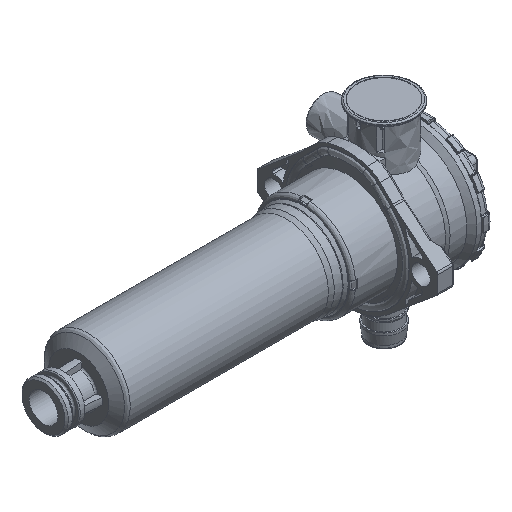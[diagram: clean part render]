
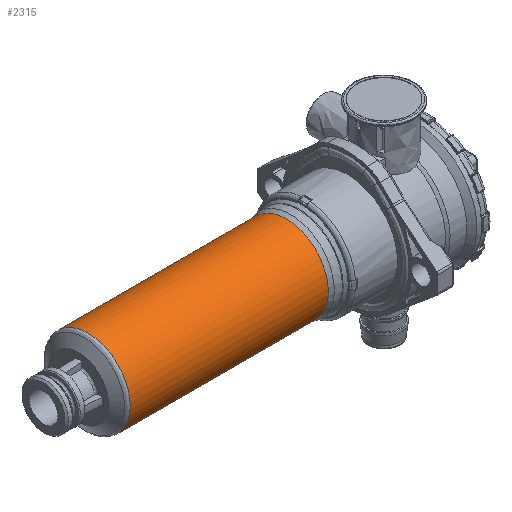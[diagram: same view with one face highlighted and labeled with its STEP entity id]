
A CAD part, isometric view. The second image highlights one B-rep face of the part: STEP entity #2315.
In plain terms, the highlighted free-form (B-spline) face has degree [2, 1] with [7, 2] control points.
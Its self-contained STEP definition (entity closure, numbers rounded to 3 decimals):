
#2228=CARTESIAN_POINT('V137',(-155.072,
   25.249,-0.126));
#2229=VERTEX_POINT('V137',#2228);
#2243=CARTESIAN_POINT('E182',(-155.072,
   25.249,-0.126));
#2244=CARTESIAN_POINT('E182',(-155.072,
   25.249,43.609));
#2245=CARTESIAN_POINT('E182',(-155.072,
   -12.626,21.741));
#2246=CARTESIAN_POINT('E182',(-155.072,
   -50.501,-0.126));
#2247=CARTESIAN_POINT('E182',(-155.072,
   -12.626,-21.993));
#2248=CARTESIAN_POINT('E182',(-155.072,
   25.249,-43.86));
#2249=CARTESIAN_POINT('E182',(-155.072,
   25.249,-0.126));
#2257=(BOUNDED_CURVE()B_SPLINE_CURVE(2,(#2243,#2244,#2245,#2246,
   #2247,#2248,#2249),.CIRCULAR_ARC.,.T.,.U.)
   B_SPLINE_CURVE_WITH_KNOTS((3,2,2,3),(0.0,0.738,
   1.477,2.215),.UNSPECIFIED.)CURVE()
   GEOMETRIC_REPRESENTATION_ITEM()RATIONAL_B_SPLINE_CURVE((1.0,
   0.5,1.0,0.5,1.0,0.5,1.0)
   )REPRESENTATION_ITEM('E182'));
#2258=EDGE_CURVE('E182',#2229,#2229,#2257,.T.);
#2265=CARTESIAN_POINT('F56',(-36.61,25.249,
   -0.126));
#2266=CARTESIAN_POINT('F56',(-36.61,25.249,
   -43.86));
#2267=CARTESIAN_POINT('F56',(-36.61,-12.626,
   -21.993));
#2268=CARTESIAN_POINT('F56',(-36.61,-50.501,
   -0.126));
#2269=CARTESIAN_POINT('F56',(-36.61,-12.626,
   21.741));
#2270=CARTESIAN_POINT('F56',(-36.61,25.249,
   43.609));
#2271=CARTESIAN_POINT('F56',(-36.61,25.249,
   -0.126));
#2272=CARTESIAN_POINT('F56',(-155.072,25.249,
   -0.126));
#2273=CARTESIAN_POINT('F56',(-155.072,25.249,
   -43.86));
#2274=CARTESIAN_POINT('F56',(-155.072,
   -12.626,-21.993));
#2275=CARTESIAN_POINT('F56',(-155.072,
   -50.501,-0.126));
#2276=CARTESIAN_POINT('F56',(-155.072,
   -12.626,21.741));
#2277=CARTESIAN_POINT('F56',(-155.072,25.249,
   43.609));
#2278=CARTESIAN_POINT('F56',(-155.072,25.249,
   -0.126));
#2286=(BOUNDED_SURFACE()B_SPLINE_SURFACE(2,1,((#2265,#2272),(
   #2266,#2273),(#2267,#2274),(#2268,#2275),(#2269,#2276),(
   #2270,#2277),(#2271,#2278)),.CYLINDRICAL_SURF.,.T.,.F.,.U.)
   B_SPLINE_SURFACE_WITH_KNOTS((3,2,2,3),(2,2),(0.0,
   0.738,1.477,2.215),(0.0,1.0),
   .UNSPECIFIED.)GEOMETRIC_REPRESENTATION_ITEM()
   RATIONAL_B_SPLINE_SURFACE(((1.0,1.0),(0.5,
   0.5),(1.0,1.0),(0.5,
   0.5),(1.0,1.0),(0.5,
   0.5),(1.0,1.0)))REPRESENTATION_ITEM('F56')SURFACE(
   ));
#2287=CARTESIAN_POINT('V135',(-36.61,25.249,
   -0.126));
#2288=VERTEX_POINT('V135',#2287);
#2289=CARTESIAN_POINT('E181',(-155.072,
   25.249,-0.126));
#2290=CARTESIAN_POINT('E181',(-36.61,25.249,
   -0.126));
#2291=QUASI_UNIFORM_CURVE('E181',1,(#2289,#2290),.POLYLINE_FORM.,.F.,
   .U.);
#2292=EDGE_CURVE('E181',#2229,#2288,#2291,.T.);
#2293=ORIENTED_EDGE('E181',*,*,#2292,.T.);
#2294=CARTESIAN_POINT('E180',(-36.61,25.249,
   -0.126));
#2295=CARTESIAN_POINT('E180',(-36.61,25.249,
   43.609));
#2296=CARTESIAN_POINT('E180',(-36.61,
   -12.626,21.741));
#2297=CARTESIAN_POINT('E180',(-36.61,
   -50.501,-0.126));
#2298=CARTESIAN_POINT('E180',(-36.61,
   -12.626,-21.993));
#2299=CARTESIAN_POINT('E180',(-36.61,25.249,
   -43.86));
#2300=CARTESIAN_POINT('E180',(-36.61,25.249,
   -0.126));
#2308=(BOUNDED_CURVE()B_SPLINE_CURVE(2,(#2294,#2295,#2296,#2297,
   #2298,#2299,#2300),.CIRCULAR_ARC.,.T.,.U.)
   B_SPLINE_CURVE_WITH_KNOTS((3,2,2,3),(0.0,32.083,
   64.166,96.249),.UNSPECIFIED.)CURVE()
   GEOMETRIC_REPRESENTATION_ITEM()RATIONAL_B_SPLINE_CURVE((1.0,
   0.5,1.0,0.5,1.0,0.5,1.0)
   )REPRESENTATION_ITEM('E180'));
#2309=EDGE_CURVE('E180',#2288,#2288,#2308,.T.);
#2310=ORIENTED_EDGE('E180',*,*,#2309,.F.);
#2311=ORIENTED_EDGE('E181',*,*,#2292,.F.);
#2312=ORIENTED_EDGE('E182',*,*,#2258,.T.);
#2313=EDGE_LOOP('F56',(#2293,#2310,#2311,#2312));
#2314=FACE_OUTER_BOUND('F56',#2313,.T.);
#2315=ADVANCED_FACE('F56',(#2314),#2286,.T.);
